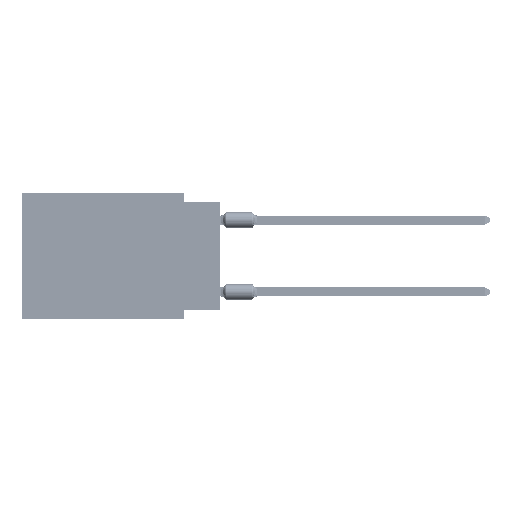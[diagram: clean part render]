
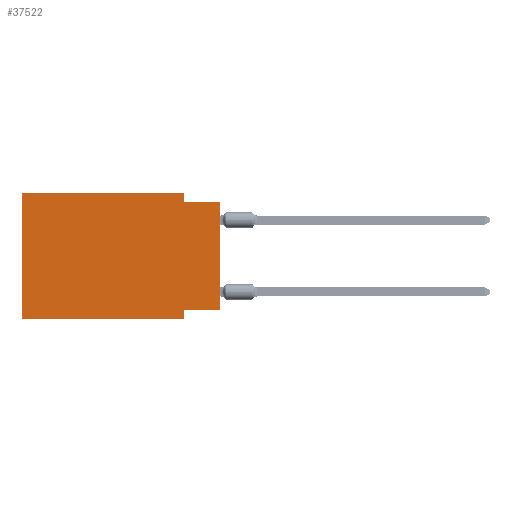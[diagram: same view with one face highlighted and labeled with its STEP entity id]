
A CAD part, left-side view. The second image highlights one B-rep face of the part: STEP entity #37522.
In plain terms, the highlighted planar face has unit normal (-1, 0, 0).
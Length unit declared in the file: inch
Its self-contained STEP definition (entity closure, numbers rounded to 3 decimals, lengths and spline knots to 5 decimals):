
#3700 = CARTESIAN_POINT ( 'NONE',  ( 0., 0.1, -0.025 ) ) ;
#5962 = CARTESIAN_POINT ( 'NONE',  ( 0., 0.55, -0.35 ) ) ;
#6377 = EDGE_CURVE ( 'NONE', #40636, #91408, #68363, .T. ) ;
#6422 = ORIENTED_EDGE ( 'NONE', *, *, #48693, .F. ) ;
#8062 = EDGE_CURVE ( 'NONE', #76604, #77099, #106319, .T. ) ;
#11035 = DIRECTION ( 'NONE',  ( 0., 0., 1. ) ) ;
#11186 = ORIENTED_EDGE ( 'NONE', *, *, #18182, .F. ) ;
#14193 = CARTESIAN_POINT ( 'NONE',  ( 0., 0., -0.025 ) ) ;
#15237 = CARTESIAN_POINT ( 'NONE',  ( 0., 0.1, 0. ) ) ;
#15657 = VECTOR ( 'NONE', #75815, 39.37008 ) ;
#18182 = EDGE_CURVE ( 'NONE', #77099, #103754, #106354, .T. ) ;
#18883 = PLANE ( 'NONE',  #34399 ) ;
#20180 = VECTOR ( 'NONE', #24891, 39.37008 ) ;
#22884 = VERTEX_POINT ( 'NONE', #96003 ) ;
#24891 = DIRECTION ( 'NONE',  ( 0., 0., 1. ) ) ;
#27801 = ORIENTED_EDGE ( 'NONE', *, *, #6377, .F. ) ;
#31646 = VERTEX_POINT ( 'NONE', #5962 ) ;
#31663 = DIRECTION ( 'NONE',  ( 0., -1., 0. ) ) ;
#32927 = ORIENTED_EDGE ( 'NONE', *, *, #70286, .F. ) ;
#33653 = DIRECTION ( 'NONE',  ( 1., 0., 0. ) ) ;
#34399 = AXIS2_PLACEMENT_3D ( 'NONE', #101233, #33653, #101765 ) ;
#34717 = FACE_OUTER_BOUND ( 'NONE', #79590, .T. ) ;
#36239 = CARTESIAN_POINT ( 'NONE',  ( 0., 0., -0.325 ) ) ;
#36337 = CARTESIAN_POINT ( 'NONE',  ( 0., 0.55, -0.35 ) ) ;
#37522 = ADVANCED_FACE ( 'NONE', ( #34717 ), #18883, .F. ) ;
#40533 = VECTOR ( 'NONE', #11035, 39.37008 ) ;
#40636 = VERTEX_POINT ( 'NONE', #69285 ) ;
#42605 = CARTESIAN_POINT ( 'NONE',  ( 0., 0.55, 0. ) ) ;
#42697 = VECTOR ( 'NONE', #57199, 39.37008 ) ;
#42890 = LINE ( 'NONE', #36337, #63553 ) ;
#43144 = LINE ( 'NONE', #42605, #15657 ) ;
#43423 = DIRECTION ( 'NONE',  ( 0., -1., 0. ) ) ;
#43897 = VERTEX_POINT ( 'NONE', #85130 ) ;
#46811 = ORIENTED_EDGE ( 'NONE', *, *, #8062, .F. ) ;
#47754 = CARTESIAN_POINT ( 'NONE',  ( 0., 0.1, -0.325 ) ) ;
#48693 = EDGE_CURVE ( 'NONE', #31646, #43897, #84806, .T. ) ;
#51391 = LINE ( 'NONE', #78086, #40533 ) ;
#53454 = CARTESIAN_POINT ( 'NONE',  ( 0., 0.1, 0. ) ) ;
#57199 = DIRECTION ( 'NONE',  ( 0., 0., -1. ) ) ;
#63553 = VECTOR ( 'NONE', #43423, 39.37008 ) ;
#66726 = ORIENTED_EDGE ( 'NONE', *, *, #67436, .T. ) ;
#67436 = EDGE_CURVE ( 'NONE', #40636, #103754, #51391, .T. ) ;
#68363 = LINE ( 'NONE', #36239, #89668 ) ;
#68916 = DIRECTION ( 'NONE',  ( 0., 1., 0. ) ) ;
#68932 = ORIENTED_EDGE ( 'NONE', *, *, #88206, .F. ) ;
#69285 = CARTESIAN_POINT ( 'NONE',  ( 0., 0., -0.325 ) ) ;
#70286 = EDGE_CURVE ( 'NONE', #43897, #76604, #43144, .T. ) ;
#73041 = VECTOR ( 'NONE', #31663, 39.37008 ) ;
#75815 = DIRECTION ( 'NONE',  ( 0., -1., 0. ) ) ;
#76604 = VERTEX_POINT ( 'NONE', #53454 ) ;
#77099 = VERTEX_POINT ( 'NONE', #3700 ) ;
#78086 = CARTESIAN_POINT ( 'NONE',  ( 0., 0., 0. ) ) ;
#78733 = EDGE_CURVE ( 'NONE', #31646, #22884, #42890, .T. ) ;
#79590 = EDGE_LOOP ( 'NONE', ( #66726, #11186, #46811, #32927, #6422, #98434, #68932, #27801 ) ) ;
#84806 = LINE ( 'NONE', #93522, #20180 ) ;
#85130 = CARTESIAN_POINT ( 'NONE',  ( 0., 0.55, 0. ) ) ;
#88206 = EDGE_CURVE ( 'NONE', #91408, #22884, #98710, .T. ) ;
#89668 = VECTOR ( 'NONE', #68916, 39.37008 ) ;
#89988 = CARTESIAN_POINT ( 'NONE',  ( 0., 0., -0.025 ) ) ;
#91408 = VERTEX_POINT ( 'NONE', #47754 ) ;
#93522 = CARTESIAN_POINT ( 'NONE',  ( 0., 0.55, 0. ) ) ;
#96003 = CARTESIAN_POINT ( 'NONE',  ( 0., 0.1, -0.35 ) ) ;
#96539 = CARTESIAN_POINT ( 'NONE',  ( 0., 0.1, -0.35 ) ) ;
#96728 = VECTOR ( 'NONE', #106911, 39.37008 ) ;
#98434 = ORIENTED_EDGE ( 'NONE', *, *, #78733, .T. ) ;
#98710 = LINE ( 'NONE', #96539, #96728 ) ;
#101233 = CARTESIAN_POINT ( 'NONE',  ( 0., 0.55, 0. ) ) ;
#101765 = DIRECTION ( 'NONE',  ( 0., 0., -1. ) ) ;
#103754 = VERTEX_POINT ( 'NONE', #89988 ) ;
#106319 = LINE ( 'NONE', #15237, #42697 ) ;
#106354 = LINE ( 'NONE', #14193, #73041 ) ;
#106911 = DIRECTION ( 'NONE',  ( 0., 0., -1. ) ) ;
